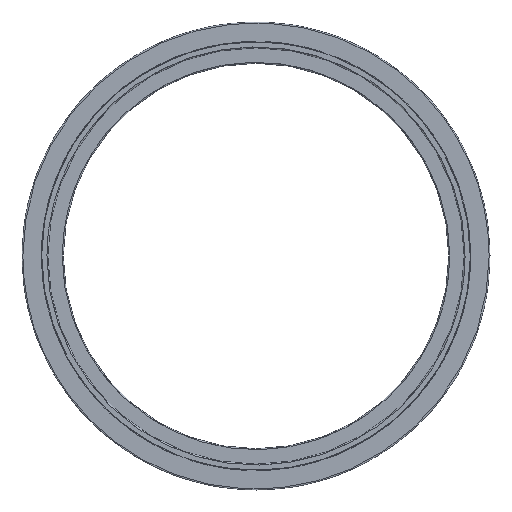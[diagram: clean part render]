
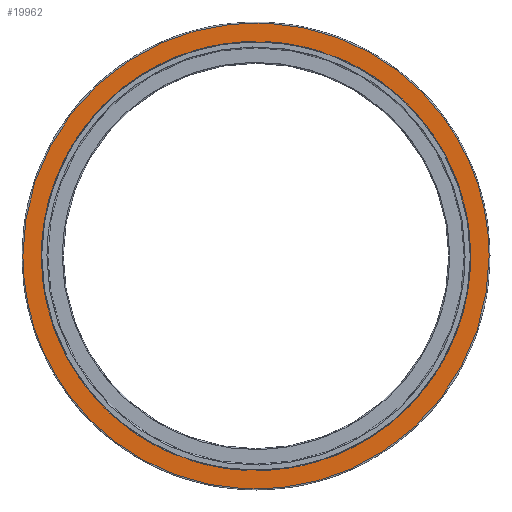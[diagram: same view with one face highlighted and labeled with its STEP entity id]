
A CAD part, left-side view. The second image highlights one B-rep face of the part: STEP entity #19962.
In plain terms, the highlighted planar face has unit normal (-1, 0, 0).
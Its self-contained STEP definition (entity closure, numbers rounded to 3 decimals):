
#262 = CARTESIAN_POINT ( 'NONE',  ( 0., 523., -1046. ) ) ;
#289 = VERTEX_POINT ( 'NONE', #7361 ) ;
#1219 = CARTESIAN_POINT ( 'NONE',  ( 0., 481.5, 0. ) ) ;
#2526 = CARTESIAN_POINT ( 'NONE',  ( 0., -481.5, -963. ) ) ;
#2588 = VERTEX_POINT ( 'NONE', #12538 ) ;
#2670 = CARTESIAN_POINT ( 'NONE',  ( 0., 523., 1046. ) ) ;
#2729 = CARTESIAN_POINT ( 'NONE',  ( 0., 481.5, 0. ) ) ;
#4485 =( BOUNDED_CURVE ( )  B_SPLINE_CURVE ( 3, ( #11919, #10613, #2526, #18601 ),
 .UNSPECIFIED., .F., .F. ) 
 B_SPLINE_CURVE_WITH_KNOTS ( ( 4, 4 ),
 ( 0., 1. ),
 .UNSPECIFIED. ) 
 CURVE ( )  GEOMETRIC_REPRESENTATION_ITEM ( )  RATIONAL_B_SPLINE_CURVE ( ( 1., 0.333, 0.333, 1. ) ) 
 REPRESENTATION_ITEM ( '' )  );
#4545 = EDGE_CURVE ( 'NONE', #2588, #13192, #19065, .T. ) ;
#4635 = EDGE_LOOP ( 'NONE', ( #15981, #18685 ) ) ;
#7361 = CARTESIAN_POINT ( 'NONE',  ( 0., -481.5, 0. ) ) ;
#7761 = CARTESIAN_POINT ( 'NONE',  ( 0., -523., 1046. ) ) ;
#8042 = FACE_OUTER_BOUND ( 'NONE', #4635, .T. ) ;
#8147 = DIRECTION ( 'NONE',  ( 1., 0., 0. ) ) ;
#8739 = CARTESIAN_POINT ( 'NONE',  ( 0., 523., 0. ) ) ;
#9113 = EDGE_CURVE ( 'NONE', #289, #20360, #9559, .T. ) ;
#9559 =( BOUNDED_CURVE ( )  B_SPLINE_CURVE ( 3, ( #13975, #12559, #17528, #2729 ),
 .UNSPECIFIED., .F., .T. ) 
 B_SPLINE_CURVE_WITH_KNOTS ( ( 4, 4 ),
 ( 0., 1. ),
 .UNSPECIFIED. ) 
 CURVE ( )  GEOMETRIC_REPRESENTATION_ITEM ( )  RATIONAL_B_SPLINE_CURVE ( ( 1., 0.333, 0.333, 1. ) ) 
 REPRESENTATION_ITEM ( '' )  );
#9857 = CARTESIAN_POINT ( 'NONE',  ( 0., 0., 0. ) ) ;
#10613 = CARTESIAN_POINT ( 'NONE',  ( 0., 481.5, -963. ) ) ;
#11070 = EDGE_CURVE ( 'NONE', #20360, #289, #4485, .T. ) ;
#11919 = CARTESIAN_POINT ( 'NONE',  ( 0., 481.5, 0. ) ) ;
#12538 = CARTESIAN_POINT ( 'NONE',  ( 0., -523., 0. ) ) ;
#12559 = CARTESIAN_POINT ( 'NONE',  ( 0., -481.5, 963. ) ) ;
#12613 =( BOUNDED_CURVE ( )  B_SPLINE_CURVE ( 3, ( #16179, #2670, #7761, #21157 ),
 .UNSPECIFIED., .F., .F. ) 
 B_SPLINE_CURVE_WITH_KNOTS ( ( 4, 4 ),
 ( 0., 1. ),
 .UNSPECIFIED. ) 
 CURVE ( )  GEOMETRIC_REPRESENTATION_ITEM ( )  RATIONAL_B_SPLINE_CURVE ( ( 1., 0.333, 0.333, 1. ) ) 
 REPRESENTATION_ITEM ( '' )  );
#13192 = VERTEX_POINT ( 'NONE', #8739 ) ;
#13680 = CARTESIAN_POINT ( 'NONE',  ( 0., -523., 0. ) ) ;
#13863 = EDGE_CURVE ( 'NONE', #13192, #2588, #12613, .T. ) ;
#13975 = CARTESIAN_POINT ( 'NONE',  ( 0., -481.5, 0. ) ) ;
#14719 = DIRECTION ( 'NONE',  ( 0., 0., -1. ) ) ;
#14858 = AXIS2_PLACEMENT_3D ( 'NONE', #9857, #8147, #14719 ) ;
#15074 = CARTESIAN_POINT ( 'NONE',  ( 0., -523., -1046. ) ) ;
#15981 = ORIENTED_EDGE ( 'NONE', *, *, #13863, .F. ) ;
#16020 = PLANE ( 'NONE',  #14858 ) ;
#16179 = CARTESIAN_POINT ( 'NONE',  ( 0., 523., 0. ) ) ;
#16427 = EDGE_LOOP ( 'NONE', ( #21371, #18796 ) ) ;
#17528 = CARTESIAN_POINT ( 'NONE',  ( 0., 481.5, 963. ) ) ;
#17745 = FACE_BOUND ( 'NONE', #16427, .T. ) ;
#18408 = CARTESIAN_POINT ( 'NONE',  ( 0., 523., 0. ) ) ;
#18601 = CARTESIAN_POINT ( 'NONE',  ( 0., -481.5, 0. ) ) ;
#18685 = ORIENTED_EDGE ( 'NONE', *, *, #4545, .F. ) ;
#18796 = ORIENTED_EDGE ( 'NONE', *, *, #9113, .F. ) ;
#19065 =( BOUNDED_CURVE ( )  B_SPLINE_CURVE ( 3, ( #13680, #15074, #262, #18408 ),
 .UNSPECIFIED., .F., .T. ) 
 B_SPLINE_CURVE_WITH_KNOTS ( ( 4, 4 ),
 ( 0., 1. ),
 .UNSPECIFIED. ) 
 CURVE ( )  GEOMETRIC_REPRESENTATION_ITEM ( )  RATIONAL_B_SPLINE_CURVE ( ( 1., 0.333, 0.333, 1. ) ) 
 REPRESENTATION_ITEM ( '' )  );
#19962 = ADVANCED_FACE ( 'NONE', ( #17745, #8042 ), #16020, .F. ) ;
#20360 = VERTEX_POINT ( 'NONE', #1219 ) ;
#21157 = CARTESIAN_POINT ( 'NONE',  ( 0., -523., 0. ) ) ;
#21371 = ORIENTED_EDGE ( 'NONE', *, *, #11070, .F. ) ;
